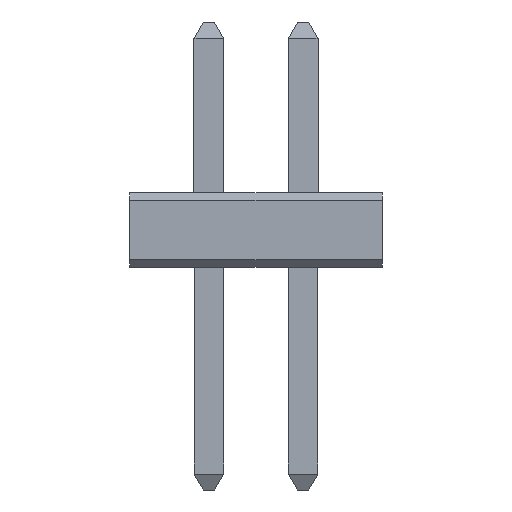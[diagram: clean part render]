
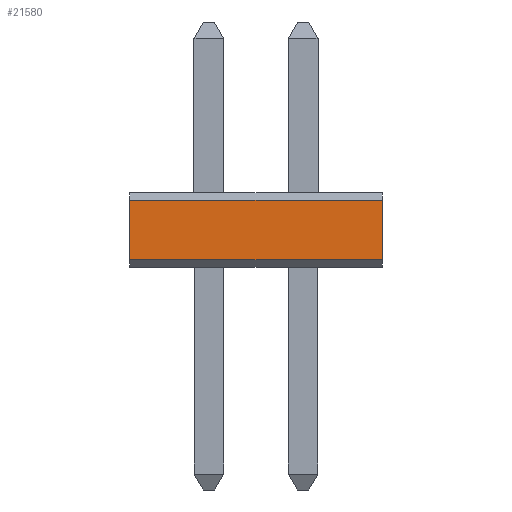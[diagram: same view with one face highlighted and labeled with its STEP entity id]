
A CAD part, front view. The second image highlights one B-rep face of the part: STEP entity #21580.
In plain terms, the highlighted planar face has unit normal (0, -1, 0).
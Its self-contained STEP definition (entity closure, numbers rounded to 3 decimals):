
#1971=DIRECTION('',(0.,0.,1.));
#1972=VECTOR('',#1971,0.8);
#1973=CARTESIAN_POINT('',(1.7,-24.765,0.1));
#1974=LINE('',#1973,#1972);
#10329=DIRECTION('',(-1.,0.,0.));
#10330=VECTOR('',#10329,3.4);
#10331=CARTESIAN_POINT('',(1.7,-24.765,0.1));
#10332=LINE('',#10331,#10330);
#10336=DIRECTION('',(0.,0.,1.));
#10337=VECTOR('',#10336,0.8);
#10338=CARTESIAN_POINT('',(-1.7,-24.765,0.1));
#10339=LINE('',#10338,#10337);
#10343=DIRECTION('',(1.,0.,0.));
#10344=VECTOR('',#10343,3.4);
#10345=CARTESIAN_POINT('',(-1.7,-24.765,0.9));
#10346=LINE('',#10345,#10344);
#12150=CARTESIAN_POINT('',(1.7,-24.765,0.9));
#12152=VERTEX_POINT('',#12150);
#12153=CARTESIAN_POINT('',(-1.7,-24.765,0.9));
#12154=VERTEX_POINT('',#12153);
#12158=CARTESIAN_POINT('',(-1.7,-24.765,0.1));
#12160=VERTEX_POINT('',#12158);
#12161=CARTESIAN_POINT('',(1.7,-24.765,0.1));
#12162=VERTEX_POINT('',#12161);
#21568=CARTESIAN_POINT('',(-1.7,-24.765,0.));
#21569=DIRECTION('',(0.,-1.,0.));
#21570=DIRECTION('',(1.,0.,0.));
#21571=AXIS2_PLACEMENT_3D('',#21568,#21569,#21570);
#21572=PLANE('',#21571);
#21574=ORIENTED_EDGE('',*,*,#21573,.T.);
#21575=ORIENTED_EDGE('',*,*,#12607,.T.);
#21576=ORIENTED_EDGE('',*,*,#21561,.T.);
#21577=ORIENTED_EDGE('',*,*,#13482,.F.);
#21578=EDGE_LOOP('',(#21574,#21575,#21576,#21577));
#21579=FACE_OUTER_BOUND('',#21578,.F.);
#12607=EDGE_CURVE('',#12160,#12154,#10339,.T.);
#13482=EDGE_CURVE('',#12162,#12152,#1974,.T.);
#21561=EDGE_CURVE('',#12154,#12152,#10346,.T.);
#21573=EDGE_CURVE('',#12162,#12160,#10332,.T.);
#21580=ADVANCED_FACE('',(#21579),#21572,.T.);
